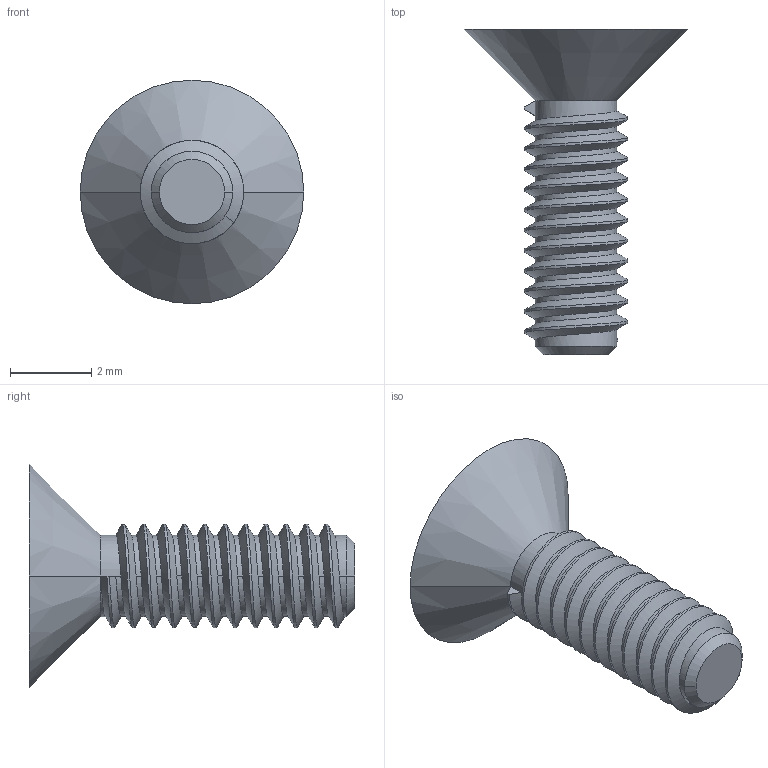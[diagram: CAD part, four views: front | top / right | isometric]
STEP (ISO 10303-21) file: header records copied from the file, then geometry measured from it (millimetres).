
FILE_DESCRIPTION (( 'STEP AP203' ), '1' );
FILE_NAME ('Screw_M3x8 Self Tapping_CSK Flat head T10.STEP', '2017-10-27T08:34:27', ( 'kuy' ), ( '' ), 'SwSTEP 2.0', 'SolidWorks 2017', '' );
FILE_SCHEMA (( 'CONFIG_CONTROL_DESIGN' ));
Length unit declared in the file: millimetre
Products named in the file (1): Screw_M3x8 Self Tapping_CSK Flat head T10
Bounding box: 5.5 x 8 x 5.5 mm (x, y, z)
Volume: 40.7 mm3; surface area: 132.5 mm2
Topology: 1 solids, 1 shells, 53 faces, 141 edges, 91 vertices
Faces by surface type: cylinder 40, plane 5, cone 4, bspline 4
Entity records: 3357 total; most frequent: CARTESIAN_POINT 2079, ORIENTED_EDGE 282, DIRECTION 224, EDGE_CURVE 141, VERTEX_POINT 91, AXIS2_PLACEMENT_3D 90, EDGE_LOOP 54, FACE_OUTER_BOUND 53
